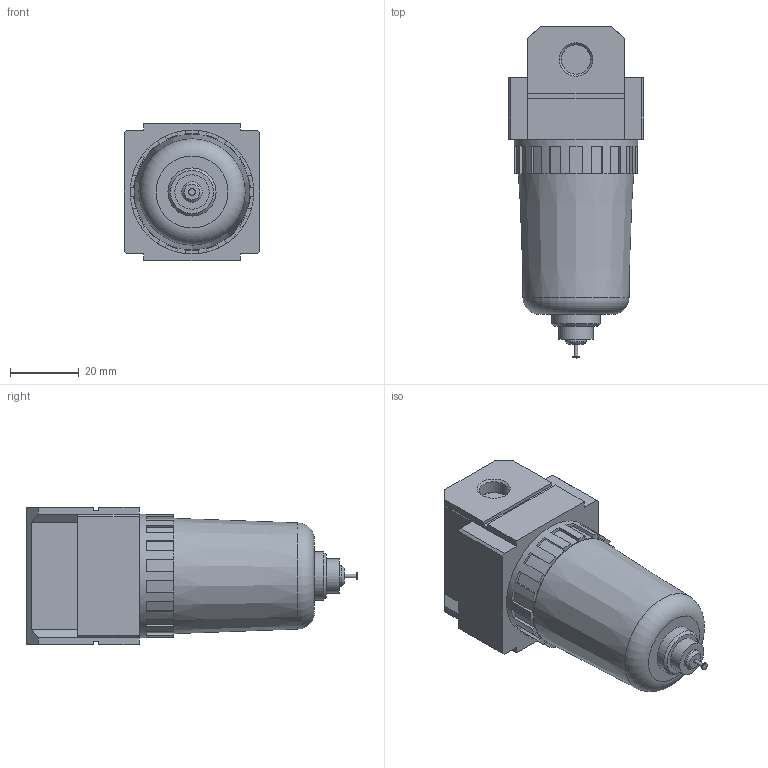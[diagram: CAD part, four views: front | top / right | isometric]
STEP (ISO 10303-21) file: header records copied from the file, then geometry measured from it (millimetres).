
FILE_DESCRIPTION(/* description */ ('STEP AP203'),/* implementation_level */ '2;1');
FILE_NAME(/* name */ 'EIF2000-01',/* time_stamp */ '2025-07-02T16:59:04+02:00',/* author */ ('License CC BY-ND 4.0'),/* organization */ ('CADENAS'),/* preprocessor_version */ 'ST-DEVELOPER v19.3',/* originating_system */ 'PARTsolutions',/* authorisation */ ' ');
FILE_SCHEMA (('CONFIG_CONTROL_DESIGN'));
Length unit declared in the file: millimetre
Products named in the file (1): EIF2000-01
Bounding box: 39.4 x 96.7 x 40 mm (x, y, z)
Volume: 84600.3 mm3; surface area: 13983.9 mm2
Topology: 1 solids, 1 shells, 149 faces, 383 edges, 249 vertices
Faces by surface type: plane 121, cone 15, cylinder 12, torus 1
Full cylindrical faces by diameter (mm): 1 x1, 2 x1, 3.242 x4, 6 x1, 8.566 x2, 10 x1, 14 x1, 36 x1
Entity records: 4362 total; most frequent: CARTESIAN_POINT 752, DIRECTION 730, ORIENTED_EDGE 708, EDGE_CURVE 354, LINE 278, VECTOR 278, VERTEX_POINT 248, AXIS2_PLACEMENT_3D 226
